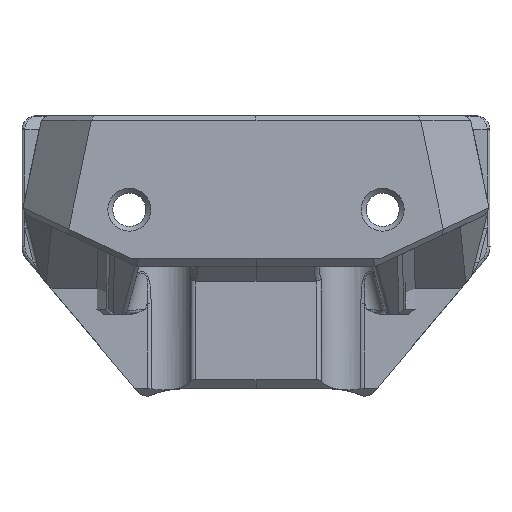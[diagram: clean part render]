
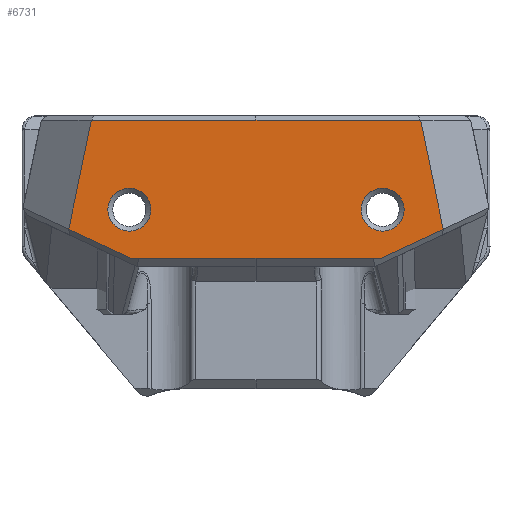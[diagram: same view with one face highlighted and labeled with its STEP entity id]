
A CAD part, front view. The second image highlights one B-rep face of the part: STEP entity #6731.
In plain terms, the highlighted planar face has unit normal (0, -1, 0).
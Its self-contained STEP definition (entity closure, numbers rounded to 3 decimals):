
#249=FACE_BOUND('',#1323,.T.);
#250=FACE_BOUND('',#1324,.T.);
#413=CIRCLE('',#7253,2.2);
#420=CIRCLE('',#7279,2.2);
#601=PLANE('',#7278);
#901=FACE_OUTER_BOUND('',#1322,.T.);
#1322=EDGE_LOOP('',(#5549,#5550,#5551,#5552,#5553,#5554,#5555,#5556));
#1323=EDGE_LOOP('',(#5557));
#1324=EDGE_LOOP('',(#5558));
#1563=LINE('',#10029,#2073);
#1648=LINE('',#11064,#2158);
#1654=LINE('',#11075,#2164);
#1680=LINE('',#11138,#2190);
#1816=LINE('',#17177,#2326);
#1819=LINE('',#17183,#2329);
#1820=LINE('',#17185,#2330);
#1821=LINE('',#17186,#2331);
#2073=VECTOR('',#7808,10.);
#2158=VECTOR('',#8019,10.);
#2164=VECTOR('',#8027,7.541);
#2190=VECTOR('',#8069,10.);
#2326=VECTOR('',#8571,33.854);
#2329=VECTOR('',#8576,10.);
#2330=VECTOR('',#8577,7.541);
#2331=VECTOR('',#8578,10.);
#2840=VERTEX_POINT('',#10026);
#2841=VERTEX_POINT('',#10028);
#2922=VERTEX_POINT('',#11060);
#2924=VERTEX_POINT('',#11063);
#2928=VERTEX_POINT('',#11074);
#3107=VERTEX_POINT('',#16438);
#3116=VERTEX_POINT('',#17176);
#3118=VERTEX_POINT('',#17182);
#3119=VERTEX_POINT('',#17184);
#3120=VERTEX_POINT('',#17187);
#3495=EDGE_CURVE('',#2840,#2841,#1563,.T.);
#3631=EDGE_CURVE('',#2922,#2924,#1648,.T.);
#3637=EDGE_CURVE('',#2924,#2928,#1654,.T.);
#3666=EDGE_CURVE('',#2840,#2928,#1680,.F.);
#3938=EDGE_CURVE('',#3107,#3107,#413,.T.);
#3967=EDGE_CURVE('',#3116,#2841,#1816,.T.);
#3970=EDGE_CURVE('',#2922,#3118,#1819,.T.);
#3971=EDGE_CURVE('',#3118,#3119,#1820,.T.);
#3972=EDGE_CURVE('',#3116,#3119,#1821,.F.);
#3973=EDGE_CURVE('',#3120,#3120,#420,.T.);
#5549=ORIENTED_EDGE('',*,*,#3970,.T.);
#5550=ORIENTED_EDGE('',*,*,#3971,.T.);
#5551=ORIENTED_EDGE('',*,*,#3972,.F.);
#5552=ORIENTED_EDGE('',*,*,#3967,.T.);
#5553=ORIENTED_EDGE('',*,*,#3495,.F.);
#5554=ORIENTED_EDGE('',*,*,#3666,.T.);
#5555=ORIENTED_EDGE('',*,*,#3637,.F.);
#5556=ORIENTED_EDGE('',*,*,#3631,.F.);
#5557=ORIENTED_EDGE('',*,*,#3938,.F.);
#5558=ORIENTED_EDGE('',*,*,#3973,.T.);
#6731=ADVANCED_FACE('',(#901,#249,#250),#601,.T.);
#7253=AXIS2_PLACEMENT_3D('',#16440,#8506,#8507);
#7278=AXIS2_PLACEMENT_3D('',#17181,#8574,#8575);
#7279=AXIS2_PLACEMENT_3D('',#17188,#8579,#8580);
#7808=DIRECTION('',(1.,0.,0.));
#8019=DIRECTION('',(-1.,0.,0.));
#8027=DIRECTION('',(-0.906,0.,0.423));
#8069=DIRECTION('',(0.203,0.,0.979));
#8506=DIRECTION('center_axis',(0.,-1.,0.));
#8507=DIRECTION('ref_axis',(0.,0.,-1.));
#8571=DIRECTION('',(-1.,0.,0.));
#8574=DIRECTION('center_axis',(0.,-1.,0.));
#8575=DIRECTION('ref_axis',(0.,0.,-1.));
#8576=DIRECTION('',(1.,0.,0.));
#8577=DIRECTION('',(0.906,0.,0.423));
#8578=DIRECTION('',(-0.203,0.,0.979));
#8579=DIRECTION('center_axis',(0.,1.,0.));
#8580=DIRECTION('ref_axis',(0.,0.,-1.));
#10026=CARTESIAN_POINT('',(200.512,10.109,83.769));
#10028=CARTESIAN_POINT('',(217.383,10.109,83.769));
#10029=CARTESIAN_POINT('',(217.585,10.109,83.769));
#11060=CARTESIAN_POINT('',(217.383,10.109,69.664));
#11063=CARTESIAN_POINT('',(204.566,10.109,69.664));
#11064=CARTESIAN_POINT('',(232.186,10.109,69.664));
#11074=CARTESIAN_POINT('',(198.205,10.109,72.63));
#11075=CARTESIAN_POINT('',(205.039,10.109,69.443));
#11138=CARTESIAN_POINT('',(198.111,10.109,72.177));
#16438=CARTESIAN_POINT('',(204.412,10.109,76.821));
#16440=CARTESIAN_POINT('Origin',(204.412,10.109,74.621));
#17176=CARTESIAN_POINT('',(234.253,10.109,83.769));
#17177=CARTESIAN_POINT('',(234.253,10.109,83.769));
#17181=CARTESIAN_POINT('Origin',(217.27,10.109,62.469));
#17182=CARTESIAN_POINT('',(230.2,10.109,69.664));
#17183=CARTESIAN_POINT('',(202.579,10.109,69.664));
#17184=CARTESIAN_POINT('',(236.56,10.109,72.63));
#17185=CARTESIAN_POINT('',(229.726,10.109,69.443));
#17186=CARTESIAN_POINT('',(236.654,10.109,72.177));
#17187=CARTESIAN_POINT('',(230.354,10.109,76.821));
#17188=CARTESIAN_POINT('Origin',(230.354,10.109,74.621));
